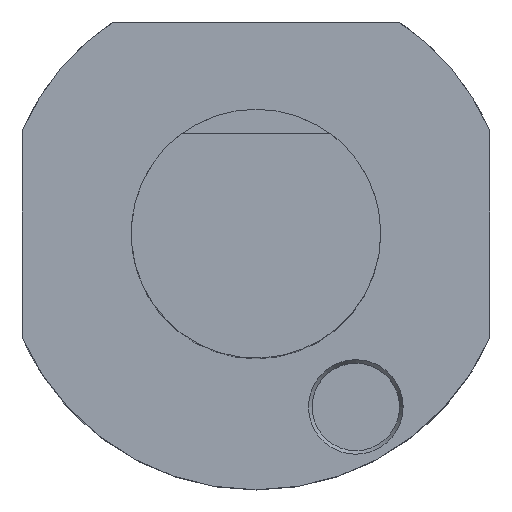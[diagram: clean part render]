
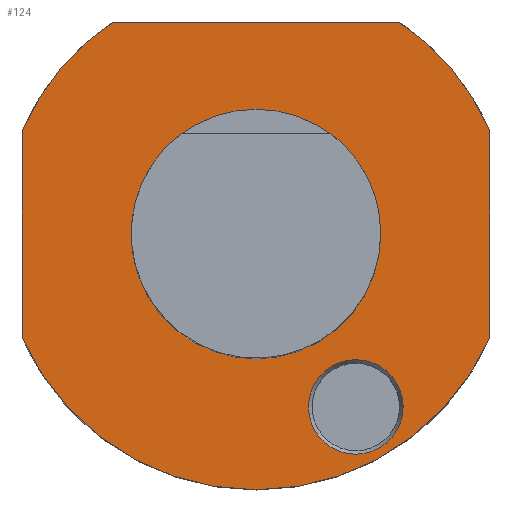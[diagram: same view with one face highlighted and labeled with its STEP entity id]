
A CAD part, top view. The second image highlights one B-rep face of the part: STEP entity #124.
In plain terms, the highlighted planar face has unit normal (0, 0, 1).
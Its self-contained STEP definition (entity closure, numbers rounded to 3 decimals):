
#56=PLANE('',#897);
#124=ADVANCED_FACE('',(#298,#299,#300),#56,.T.);
#193=LINE('',#1281,#246);
#194=LINE('',#1285,#247);
#195=LINE('',#1289,#248);
#246=VECTOR('',#1015,1.);
#247=VECTOR('',#1018,1.);
#248=VECTOR('',#1021,1.);
#298=FACE_BOUND('',#331,.T.);
#299=FACE_BOUND('',#332,.T.);
#300=FACE_BOUND('',#333,.T.);
#331=EDGE_LOOP('',(#405,#406,#407,#408,#409,#410));
#332=EDGE_LOOP('',(#411));
#333=EDGE_LOOP('',(#412));
#405=ORIENTED_EDGE('',*,*,#712,.F.);
#406=ORIENTED_EDGE('',*,*,#713,.T.);
#407=ORIENTED_EDGE('',*,*,#714,.F.);
#408=ORIENTED_EDGE('',*,*,#715,.T.);
#409=ORIENTED_EDGE('',*,*,#716,.F.);
#410=ORIENTED_EDGE('',*,*,#717,.T.);
#411=ORIENTED_EDGE('',*,*,#718,.F.);
#412=ORIENTED_EDGE('',*,*,#706,.F.);
#626=VERTEX_POINT('',#1266);
#631=VERTEX_POINT('',#1279);
#632=VERTEX_POINT('',#1280);
#633=VERTEX_POINT('',#1282);
#634=VERTEX_POINT('',#1284);
#635=VERTEX_POINT('',#1286);
#636=VERTEX_POINT('',#1288);
#637=VERTEX_POINT('',#1291);
#706=EDGE_CURVE('',#626,#626,#820,.T.);
#712=EDGE_CURVE('',#631,#632,#823,.T.);
#713=EDGE_CURVE('',#631,#633,#193,.T.);
#714=EDGE_CURVE('',#634,#633,#824,.T.);
#715=EDGE_CURVE('',#634,#635,#194,.T.);
#716=EDGE_CURVE('',#636,#635,#825,.T.);
#717=EDGE_CURVE('',#636,#632,#195,.T.);
#718=EDGE_CURVE('',#637,#637,#826,.T.);
#820=CIRCLE('',#888,19.996);
#823=CIRCLE('',#893,41.);
#824=CIRCLE('',#894,41.);
#825=CIRCLE('',#895,41.);
#826=CIRCLE('',#896,7.584);
#888=AXIS2_PLACEMENT_3D('',#1265,#1000,#1001);
#893=AXIS2_PLACEMENT_3D('',#1278,#1013,#1014);
#894=AXIS2_PLACEMENT_3D('',#1283,#1016,#1017);
#895=AXIS2_PLACEMENT_3D('',#1287,#1019,#1020);
#896=AXIS2_PLACEMENT_3D('',#1290,#1022,#1023);
#897=AXIS2_PLACEMENT_3D('',#1292,#1024,#1025);
#1000=DIRECTION('',(0.,0.,1.));
#1001=DIRECTION('',(1.,0.,0.));
#1013=DIRECTION('',(0.,0.,-1.));
#1014=DIRECTION('',(1.,0.,0.));
#1015=DIRECTION('',(-1.,0.,0.));
#1016=DIRECTION('',(0.,0.,-1.));
#1017=DIRECTION('',(1.,0.,0.));
#1018=DIRECTION('',(0.,-1.,0.));
#1019=DIRECTION('',(0.,0.,-1.));
#1020=DIRECTION('',(1.,0.,0.));
#1021=DIRECTION('',(0.,1.,0.));
#1022=DIRECTION('',(0.,0.,1.));
#1023=DIRECTION('',(1.,0.,0.));
#1024=DIRECTION('',(0.,0.,1.));
#1025=DIRECTION('',(-1.,0.,0.));
#1265=CARTESIAN_POINT('',(0.,0.,0.));
#1266=CARTESIAN_POINT('',(19.996,0.,0.));
#1278=CARTESIAN_POINT('',(0.,0.,0.));
#1279=CARTESIAN_POINT('',(22.913,34.,0.));
#1280=CARTESIAN_POINT('',(37.5,16.576,0.));
#1281=CARTESIAN_POINT('',(-41.,34.,0.));
#1282=CARTESIAN_POINT('',(-22.913,34.,0.));
#1283=CARTESIAN_POINT('',(0.,0.,0.));
#1284=CARTESIAN_POINT('',(-37.5,16.576,0.));
#1285=CARTESIAN_POINT('',(-37.5,0.,0.));
#1286=CARTESIAN_POINT('',(-37.5,-16.576,0.));
#1287=CARTESIAN_POINT('',(0.,0.,0.));
#1288=CARTESIAN_POINT('',(37.5,-16.576,0.));
#1289=CARTESIAN_POINT('',(37.5,0.,0.));
#1290=CARTESIAN_POINT('',(16.,-27.713,0.));
#1291=CARTESIAN_POINT('',(23.584,-27.713,0.));
#1292=CARTESIAN_POINT('',(-41.,0.,0.));
